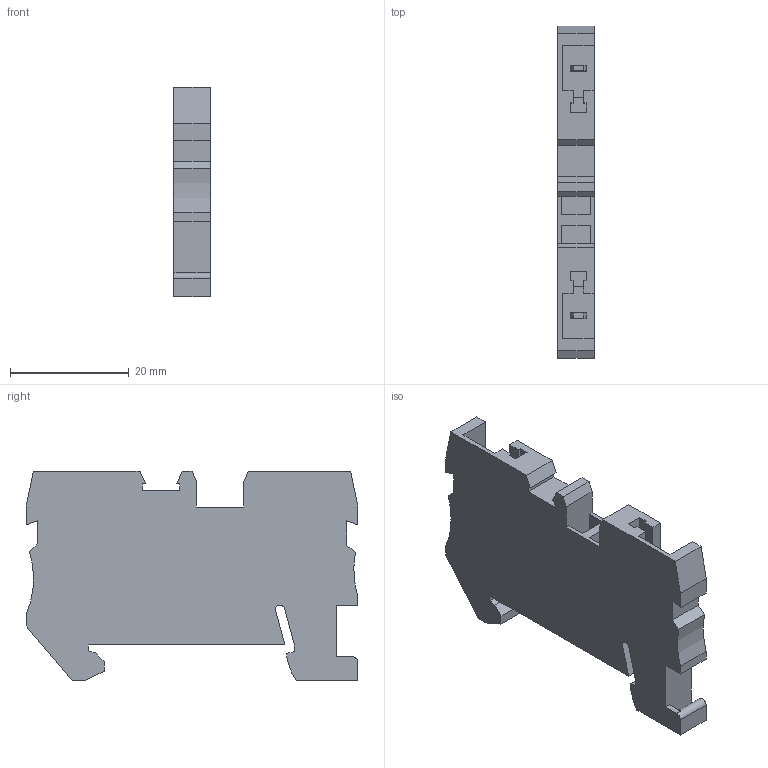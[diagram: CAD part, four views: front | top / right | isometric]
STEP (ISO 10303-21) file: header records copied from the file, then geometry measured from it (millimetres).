
FILE_DESCRIPTION(('Creo Elements/Direct Modeling STEP Export'),'2;1');
FILE_NAME('model.stp','2019-04-15T14:50:16',(''),(''),'Creo Elements/Direct Modeling STEP processor for AP214 (Solid Model)','Creo Elements/Direct Modeling 20.1A 29-Sep-2018 (C) Parametric Technology GmbH','');
FILE_SCHEMA(('AUTOMOTIVE_DESIGN { 1 0 10303 214 1 1 1 1 }'));
Length unit declared in the file: millimetre
Products named in the file (2): ST_4_2p-select
Assembly tree (1 placements, depth 2):
  ST_4_2p-select
    ST_4_2p-select
Bounding box: 6.15 x 55.9 x 35.25 mm (x, y, z)
Volume: 8022.6 mm3; surface area: 5673 mm2
Topology: 1 solids, 1 shells, 107 faces, 309 edges, 206 vertices
Faces by surface type: plane 101, cylinder 6
Entity records: 4318 total; most frequent: ORIENTED_EDGE 618, CARTESIAN_POINT 615, DIRECTION 528, EDGE_CURVE 309, VECTOR 290, LINE 290, VERTEX_POINT 206, AXIS2_PLACEMENT_3D 119
